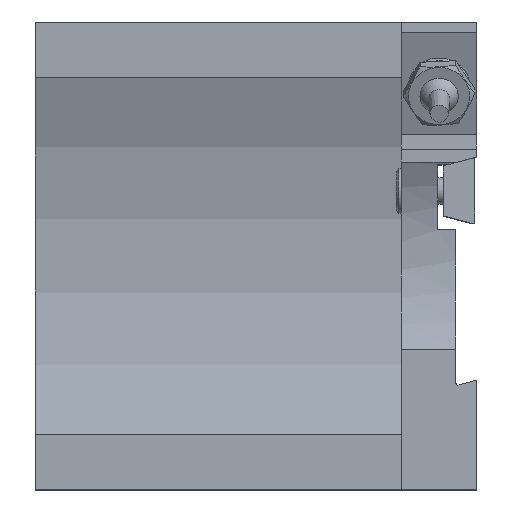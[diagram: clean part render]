
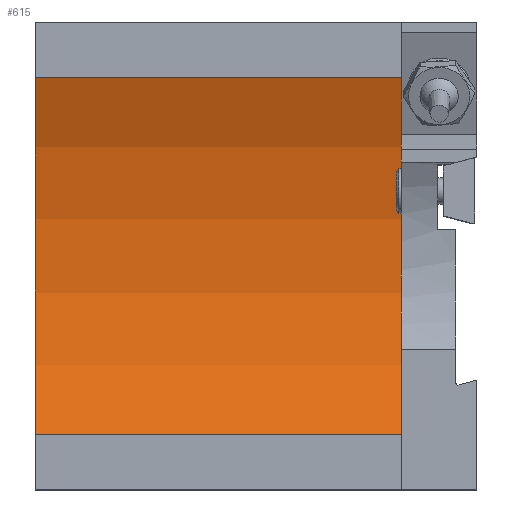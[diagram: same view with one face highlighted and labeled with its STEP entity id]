
A CAD part, top view. The second image highlights one B-rep face of the part: STEP entity #615.
In plain terms, the highlighted cylindrical face has radius 82.5 mm (diameter 165 mm), a partial arc.
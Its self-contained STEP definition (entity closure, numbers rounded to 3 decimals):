
#109=CYLINDRICAL_SURFACE('',#2347,82.5);
#221=LINE('',#3398,#370);
#222=LINE('',#3399,#371);
#370=VECTOR('',#2724,1.);
#371=VECTOR('',#2725,1.);
#525=FACE_OUTER_BOUND('',#941,.T.);
#615=ADVANCED_FACE('',(#525),#109,.F.);
#941=EDGE_LOOP('',(#1292,#1293,#1294,#1295));
#1292=ORIENTED_EDGE('',*,*,#2007,.T.);
#1293=ORIENTED_EDGE('',*,*,#2026,.T.);
#1294=ORIENTED_EDGE('',*,*,#1974,.T.);
#1295=ORIENTED_EDGE('',*,*,#2027,.F.);
#1757=VERTEX_POINT('',#3296);
#1758=VERTEX_POINT('',#3297);
#1781=VERTEX_POINT('',#3360);
#1782=VERTEX_POINT('',#3361);
#1974=EDGE_CURVE('',#1757,#1758,#2218,.T.);
#2007=EDGE_CURVE('',#1781,#1782,#2221,.T.);
#2026=EDGE_CURVE('',#1782,#1757,#221,.T.);
#2027=EDGE_CURVE('',#1781,#1758,#222,.T.);
#2218=CIRCLE('',#2319,82.5);
#2221=CIRCLE('',#2329,82.5);
#2319=AXIS2_PLACEMENT_3D('',#3295,#2625,#2626);
#2329=AXIS2_PLACEMENT_3D('',#3359,#2675,#2676);
#2347=AXIS2_PLACEMENT_3D('',#3400,#2726,#2727);
#2625=DIRECTION('',(1.,0.,0.));
#2626=DIRECTION('',(0.,1.,0.));
#2675=DIRECTION('',(-1.,0.,0.));
#2676=DIRECTION('',(0.,0.,1.));
#2724=DIRECTION('',(1.,0.,0.));
#2725=DIRECTION('',(1.,0.,0.));
#2726=DIRECTION('',(1.,0.,0.));
#2727=DIRECTION('',(0.,0.,-1.));
#3295=CARTESIAN_POINT('',(28.5,0.,100.));
#3296=CARTESIAN_POINT('',(28.5,-34.369,25.));
#3297=CARTESIAN_POINT('',(28.5,34.369,25.));
#3359=CARTESIAN_POINT('',(-42.,0.,100.));
#3360=CARTESIAN_POINT('',(-42.,34.369,25.));
#3361=CARTESIAN_POINT('',(-42.,-34.369,25.));
#3398=CARTESIAN_POINT('',(-415.8,-34.369,25.));
#3399=CARTESIAN_POINT('',(-415.8,34.369,25.));
#3400=CARTESIAN_POINT('',(-78.,0.,100.));
